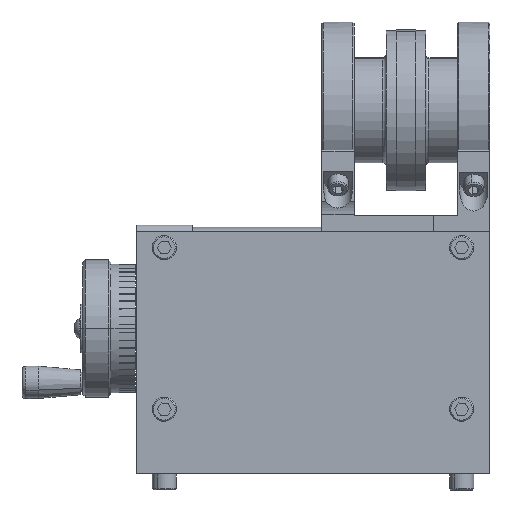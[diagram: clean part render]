
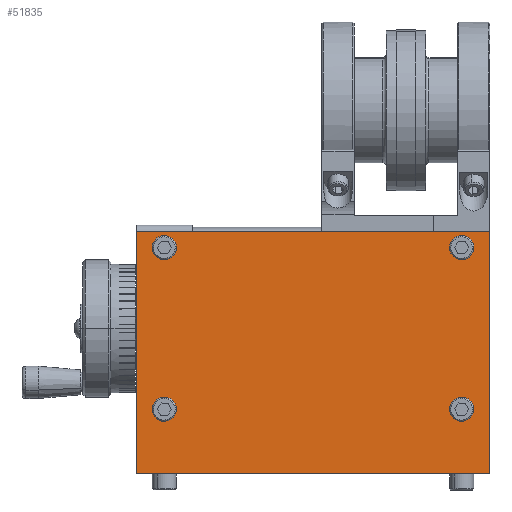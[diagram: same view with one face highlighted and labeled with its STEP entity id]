
A CAD part, left-side view. The second image highlights one B-rep face of the part: STEP entity #51835.
In plain terms, the highlighted planar face has unit normal (-1, 0, 0).
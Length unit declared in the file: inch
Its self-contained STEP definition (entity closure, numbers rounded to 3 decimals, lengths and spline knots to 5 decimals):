
#258 = CARTESIAN_POINT ( 'NONE',  ( -1.5, 5.0375, -4.625 ) ) ;
#1088 = VECTOR ( 'NONE', #39433, 39.37008 ) ;
#1571 = EDGE_CURVE ( 'NONE', #5143, #21684, #49913, .T. ) ;
#1734 = AXIS2_PLACEMENT_3D ( 'NONE', #258, #33941, #5106 ) ;
#2979 = ORIENTED_EDGE ( 'NONE', *, *, #62395, .F. ) ;
#3048 = DIRECTION ( 'NONE',  ( -1., 0., 0. ) ) ;
#3137 = CIRCLE ( 'NONE', #37551, 0.1406 ) ;
#3737 = AXIS2_PLACEMENT_3D ( 'NONE', #41670, #12865, #46492 ) ;
#4759 = CARTESIAN_POINT ( 'NONE',  ( -1.5, 5.1781, -4.625 ) ) ;
#5106 = DIRECTION ( 'NONE',  ( 0., -1., 0. ) ) ;
#5143 = VERTEX_POINT ( 'NONE', #35538 ) ;
#5359 = CARTESIAN_POINT ( 'NONE',  ( -1.5, 0.2969, -2.125 ) ) ;
#6042 = AXIS2_PLACEMENT_3D ( 'NONE', #22621, #56199, #27403 ) ;
#6328 = ORIENTED_EDGE ( 'NONE', *, *, #33574, .F. ) ;
#6568 = VERTEX_POINT ( 'NONE', #38077 ) ;
#7204 = VECTOR ( 'NONE', #29261, 39.37008 ) ;
#7821 = DIRECTION ( 'NONE',  ( -1., 0., 0. ) ) ;
#8526 = CARTESIAN_POINT ( 'NONE',  ( -1.5, 0., -5.625 ) ) ;
#8596 = CIRCLE ( 'NONE', #35446, 0.1406 ) ;
#9280 = EDGE_CURVE ( 'NONE', #39769, #11800, #25175, .T. ) ;
#9446 = CARTESIAN_POINT ( 'NONE',  ( -1.5, 0., -1.875 ) ) ;
#10895 = CARTESIAN_POINT ( 'NONE',  ( -1.5, 5.475, -5.625 ) ) ;
#11063 = CARTESIAN_POINT ( 'NONE',  ( -1.5, 5.0375, -2.125 ) ) ;
#11109 = ORIENTED_EDGE ( 'NONE', *, *, #1571, .F. ) ;
#11296 = DIRECTION ( 'NONE',  ( -1., 0., 0. ) ) ;
#11645 = ORIENTED_EDGE ( 'NONE', *, *, #24455, .F. ) ;
#11727 = FACE_BOUND ( 'NONE', #35597, .T. ) ;
#11800 = VERTEX_POINT ( 'NONE', #61467 ) ;
#12865 = DIRECTION ( 'NONE',  ( -1., 0., 0. ) ) ;
#13101 = EDGE_CURVE ( 'NONE', #39769, #46760, #39507, .T. ) ;
#13202 = FACE_BOUND ( 'NONE', #23289, .T. ) ;
#13378 = ORIENTED_EDGE ( 'NONE', *, *, #22618, .F. ) ;
#14865 = VECTOR ( 'NONE', #27270, 39.37008 ) ;
#15484 = ORIENTED_EDGE ( 'NONE', *, *, #9280, .F. ) ;
#15871 = DIRECTION ( 'NONE',  ( 0., -1., 0. ) ) ;
#15982 = CARTESIAN_POINT ( 'NONE',  ( -1.5, 0.4375, -2.125 ) ) ;
#17272 = EDGE_LOOP ( 'NONE', ( #47775, #11109 ) ) ;
#17345 = CARTESIAN_POINT ( 'NONE',  ( -1.5, 4.8969, -2.125 ) ) ;
#17978 = VERTEX_POINT ( 'NONE', #40714 ) ;
#18294 = AXIS2_PLACEMENT_3D ( 'NONE', #11063, #44648, #15871 ) ;
#19854 = CARTESIAN_POINT ( 'NONE',  ( -1.5, 5.475, -5.625 ) ) ;
#20819 = DIRECTION ( 'NONE',  ( 0., -1., 0. ) ) ;
#21476 = CIRCLE ( 'NONE', #1734, 0.1406 ) ;
#21684 = VERTEX_POINT ( 'NONE', #17345 ) ;
#22093 = AXIS2_PLACEMENT_3D ( 'NONE', #27647, #61235, #32470 ) ;
#22138 = CIRCLE ( 'NONE', #43622, 0.1406 ) ;
#22618 = EDGE_CURVE ( 'NONE', #28901, #6568, #52348, .T. ) ;
#22621 = CARTESIAN_POINT ( 'NONE',  ( -1.5, 5.475, -5.625 ) ) ;
#23289 = EDGE_LOOP ( 'NONE', ( #59333, #11645 ) ) ;
#23686 = EDGE_LOOP ( 'NONE', ( #40104, #35470 ) ) ;
#24455 = EDGE_CURVE ( 'NONE', #38640, #54787, #22138, .T. ) ;
#24505 = FACE_BOUND ( 'NONE', #23686, .T. ) ;
#25175 = LINE ( 'NONE', #29771, #1088 ) ;
#25981 = FACE_BOUND ( 'NONE', #17272, .T. ) ;
#26917 = LINE ( 'NONE', #8526, #14865 ) ;
#27270 = DIRECTION ( 'NONE',  ( 0., 0., 1. ) ) ;
#27403 = DIRECTION ( 'NONE',  ( 0., 1., 0. ) ) ;
#27647 = CARTESIAN_POINT ( 'NONE',  ( -1.5, 5.0375, -2.125 ) ) ;
#28901 = VERTEX_POINT ( 'NONE', #5359 ) ;
#29261 = DIRECTION ( 'NONE',  ( 0., -1., 0. ) ) ;
#29771 = CARTESIAN_POINT ( 'NONE',  ( -1.5, 5.475, -5.625 ) ) ;
#29998 = CARTESIAN_POINT ( 'NONE',  ( -1.5, 0.2969, -4.625 ) ) ;
#30528 = EDGE_CURVE ( 'NONE', #46760, #47791, #26917, .T. ) ;
#31511 = CIRCLE ( 'NONE', #3737, 0.1406 ) ;
#31827 = CARTESIAN_POINT ( 'NONE',  ( -1.5, 0.4375, -2.125 ) ) ;
#32022 = PLANE ( 'NONE',  #6042 ) ;
#32470 = DIRECTION ( 'NONE',  ( 0., -1., 0. ) ) ;
#33330 = VERTEX_POINT ( 'NONE', #29998 ) ;
#33574 = EDGE_CURVE ( 'NONE', #6568, #28901, #3137, .T. ) ;
#33941 = DIRECTION ( 'NONE',  ( -1., 0., 0. ) ) ;
#34452 = CARTESIAN_POINT ( 'NONE',  ( -1.5, 0., -5.625 ) ) ;
#35446 = AXIS2_PLACEMENT_3D ( 'NONE', #36644, #7821, #41492 ) ;
#35470 = ORIENTED_EDGE ( 'NONE', *, *, #37696, .F. ) ;
#35538 = CARTESIAN_POINT ( 'NONE',  ( -1.5, 5.1781, -2.125 ) ) ;
#35597 = EDGE_LOOP ( 'NONE', ( #13378, #6328 ) ) ;
#36644 = CARTESIAN_POINT ( 'NONE',  ( -1.5, 0.4375, -4.625 ) ) ;
#36686 = DIRECTION ( 'NONE',  ( 0., -1., 0. ) ) ;
#37281 = ORIENTED_EDGE ( 'NONE', *, *, #30528, .T. ) ;
#37551 = AXIS2_PLACEMENT_3D ( 'NONE', #31827, #3048, #36686 ) ;
#37696 = EDGE_CURVE ( 'NONE', #17978, #33330, #31511, .T. ) ;
#38077 = CARTESIAN_POINT ( 'NONE',  ( -1.5, 0.5781, -2.125 ) ) ;
#38640 = VERTEX_POINT ( 'NONE', #4759 ) ;
#39135 = EDGE_LOOP ( 'NONE', ( #37281, #2979, #15484, #52969 ) ) ;
#39433 = DIRECTION ( 'NONE',  ( 0., 0., 1. ) ) ;
#39507 = LINE ( 'NONE', #10895, #52295 ) ;
#39595 = CIRCLE ( 'NONE', #22093, 0.1406 ) ;
#39682 = DIRECTION ( 'NONE',  ( 0., -1., 0. ) ) ;
#39769 = VERTEX_POINT ( 'NONE', #19854 ) ;
#40086 = CARTESIAN_POINT ( 'NONE',  ( -1.5, 5.0375, -4.625 ) ) ;
#40104 = ORIENTED_EDGE ( 'NONE', *, *, #45857, .F. ) ;
#40714 = CARTESIAN_POINT ( 'NONE',  ( -1.5, 0.5781, -4.625 ) ) ;
#41492 = DIRECTION ( 'NONE',  ( 0., -1., 0. ) ) ;
#41670 = CARTESIAN_POINT ( 'NONE',  ( -1.5, 0.4375, -4.625 ) ) ;
#43622 = AXIS2_PLACEMENT_3D ( 'NONE', #40086, #11296, #44863 ) ;
#44648 = DIRECTION ( 'NONE',  ( -1., 0., 0. ) ) ;
#44863 = DIRECTION ( 'NONE',  ( 0., -1., 0. ) ) ;
#45857 = EDGE_CURVE ( 'NONE', #33330, #17978, #8596, .T. ) ;
#46492 = DIRECTION ( 'NONE',  ( 0., -1., 0. ) ) ;
#46760 = VERTEX_POINT ( 'NONE', #34452 ) ;
#47775 = ORIENTED_EDGE ( 'NONE', *, *, #55606, .F. ) ;
#47791 = VERTEX_POINT ( 'NONE', #9446 ) ;
#49597 = DIRECTION ( 'NONE',  ( -1., 0., 0. ) ) ;
#49913 = CIRCLE ( 'NONE', #18294, 0.1406 ) ;
#51835 = ADVANCED_FACE ( 'NONE', ( #25981, #13202, #24505, #11727, #61323 ), #32022, .F. ) ;
#52295 = VECTOR ( 'NONE', #39682, 39.37008 ) ;
#52348 = CIRCLE ( 'NONE', #54783, 0.1406 ) ;
#52892 = EDGE_CURVE ( 'NONE', #54787, #38640, #21476, .T. ) ;
#52969 = ORIENTED_EDGE ( 'NONE', *, *, #13101, .T. ) ;
#54168 = LINE ( 'NONE', #58052, #7204 ) ;
#54783 = AXIS2_PLACEMENT_3D ( 'NONE', #15982, #49597, #20819 ) ;
#54787 = VERTEX_POINT ( 'NONE', #60162 ) ;
#55606 = EDGE_CURVE ( 'NONE', #21684, #5143, #39595, .T. ) ;
#56199 = DIRECTION ( 'NONE',  ( 1., 0., 0. ) ) ;
#58052 = CARTESIAN_POINT ( 'NONE',  ( -1.5, 5.475, -1.875 ) ) ;
#59333 = ORIENTED_EDGE ( 'NONE', *, *, #52892, .F. ) ;
#60162 = CARTESIAN_POINT ( 'NONE',  ( -1.5, 4.8969, -4.625 ) ) ;
#61235 = DIRECTION ( 'NONE',  ( -1., 0., 0. ) ) ;
#61323 = FACE_OUTER_BOUND ( 'NONE', #39135, .T. ) ;
#61467 = CARTESIAN_POINT ( 'NONE',  ( -1.5, 5.475, -1.875 ) ) ;
#62395 = EDGE_CURVE ( 'NONE', #11800, #47791, #54168, .T. ) ;
